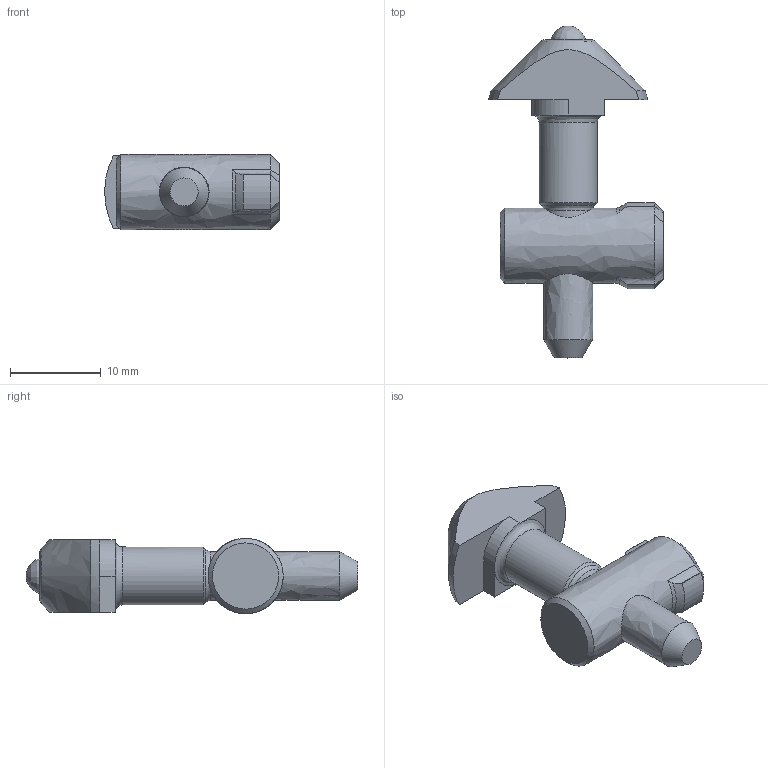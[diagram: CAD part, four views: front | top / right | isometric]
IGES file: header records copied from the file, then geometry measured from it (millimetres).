
Global section: file name: SV1601V_A; native system: Autodesk Inventor 2015; preprocessor: unknown; author: D. Wölk,; organization: 11; date: 20151130.131741; units: millimetre
Bounding box: 19.27 x 36.63 x 8.3 mm (x, y, z)
Volume: 2148.5 mm3; surface area: 2077.3 mm2
Topology: 5 solids, 5 shells, 72 faces, 187 edges, 121 vertices
Faces by surface type: bspline 72
